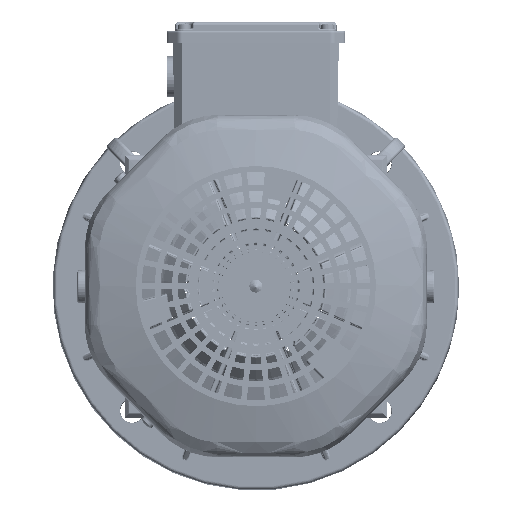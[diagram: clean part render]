
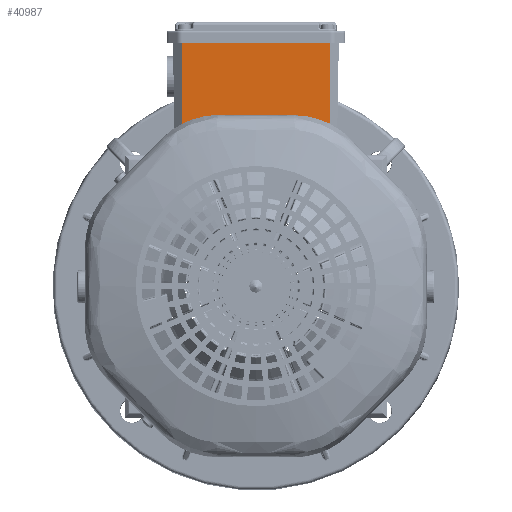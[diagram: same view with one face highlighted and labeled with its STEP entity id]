
A CAD part, top view. The second image highlights one B-rep face of the part: STEP entity #40987.
In plain terms, the highlighted planar face has unit normal (0, -0.018, 1).
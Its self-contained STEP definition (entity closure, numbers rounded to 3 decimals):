
#7005=FACE_OUTER_BOUND('',#49222,.T.);
#11625=PLANE('',#132822);
#27638=LINE('',#247804,#33848);
#27657=LINE('',#247842,#33867);
#27658=LINE('',#247844,#33868);
#27659=LINE('',#247846,#33869);
#33848=VECTOR('',#156059,1.);
#33867=VECTOR('',#156088,1.);
#33868=VECTOR('',#156091,1.);
#33869=VECTOR('',#156092,1.);
#40987=ADVANCED_FACE('',(#7005),#11625,.T.);
#49222=EDGE_LOOP('',(#74043,#74044,#74045,#74046));
#74043=ORIENTED_EDGE('',*,*,#112725,.T.);
#74044=ORIENTED_EDGE('',*,*,#112726,.F.);
#74045=ORIENTED_EDGE('',*,*,#112705,.F.);
#74046=ORIENTED_EDGE('',*,*,#112724,.T.);
#93908=VERTEX_POINT('',#247803);
#93909=VERTEX_POINT('',#247805);
#93922=VERTEX_POINT('',#247841);
#93923=VERTEX_POINT('',#247845);
#112705=EDGE_CURVE('',#93908,#93909,#27638,.T.);
#112724=EDGE_CURVE('',#93908,#93922,#27657,.T.);
#112725=EDGE_CURVE('',#93922,#93923,#27658,.T.);
#112726=EDGE_CURVE('',#93909,#93923,#27659,.T.);
#132822=AXIS2_PLACEMENT_3D('',#247847,#156093,#156094);
#156059=DIRECTION('',(-1.,0.,0.));
#156088=DIRECTION('',(0.007,1.,0.017));
#156091=DIRECTION('',(-1.,0.,0.));
#156092=DIRECTION('',(-0.007,1.,0.017));
#156093=DIRECTION('',(0.,-0.017,1.));
#156094=DIRECTION('',(0.,1.,0.017));
#247803=CARTESIAN_POINT('',(45.172,97.5,74.5));
#247804=CARTESIAN_POINT('',(45.172,97.5,74.5));
#247805=CARTESIAN_POINT('',(-45.172,97.5,74.5));
#247841=CARTESIAN_POINT('',(45.548,149.5,75.408));
#247842=CARTESIAN_POINT('',(45.172,97.5,74.5));
#247844=CARTESIAN_POINT('',(52.,149.5,75.408));
#247845=CARTESIAN_POINT('',(-45.548,149.5,75.408));
#247846=CARTESIAN_POINT('',(-45.172,97.5,74.5));
#247847=CARTESIAN_POINT('',(45.172,97.5,74.5));
